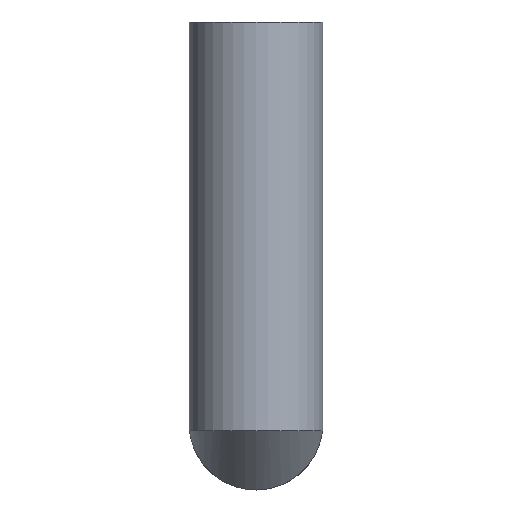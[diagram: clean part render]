
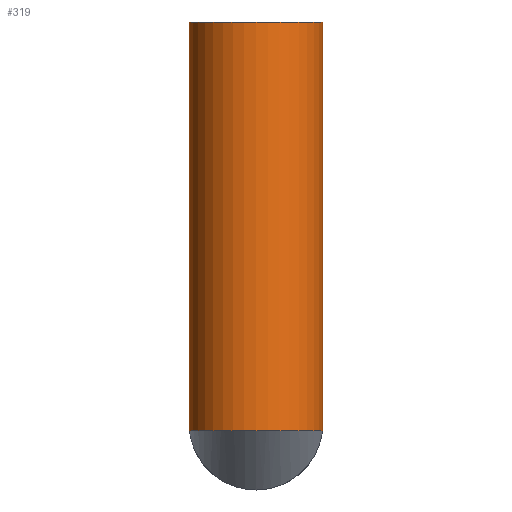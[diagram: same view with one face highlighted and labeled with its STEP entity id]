
A CAD part, front view. The second image highlights one B-rep face of the part: STEP entity #319.
In plain terms, the highlighted cylindrical face has radius 99.949 mm (diameter 199.898 mm), a partial arc.
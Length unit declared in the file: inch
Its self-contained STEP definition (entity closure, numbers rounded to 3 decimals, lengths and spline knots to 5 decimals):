
#3 = VERTEX_POINT ( 'NONE', #911 ) ;
#27 = VECTOR ( 'NONE', #416, 39.37008 ) ;
#38 = CARTESIAN_POINT ( 'NONE',  ( 0., 0., -16. ) ) ;
#63 = EDGE_CURVE ( 'NONE', #802, #836, #529, .T. ) ;
#81 = CARTESIAN_POINT ( 'NONE',  ( 3.935, 0., -16. ) ) ;
#169 = CARTESIAN_POINT ( 'NONE',  ( -3.935, 0., -16. ) ) ;
#297 = DIRECTION ( 'NONE',  ( 1., 0., 0. ) ) ;
#319 = ADVANCED_FACE ( 'NONE', ( #406 ), #1114, .T. ) ;
#324 = AXIS2_PLACEMENT_3D ( 'NONE', #1036, #1089, #1125 ) ;
#349 = ORIENTED_EDGE ( 'NONE', *, *, #1148, .F. ) ;
#373 = EDGE_CURVE ( 'NONE', #802, #710, #1149, .T. ) ;
#382 = DIRECTION ( 'NONE',  ( 0., 0., -1. ) ) ;
#387 = DIRECTION ( 'NONE',  ( 0., 0., 1. ) ) ;
#391 = DIRECTION ( 'NONE',  ( 0., 0., 1. ) ) ;
#392 = DIRECTION ( 'NONE',  ( 0., 0., 1. ) ) ;
#406 = FACE_OUTER_BOUND ( 'NONE', #789, .T. ) ;
#416 = DIRECTION ( 'NONE',  ( 0., 0., 1. ) ) ;
#418 = EDGE_CURVE ( 'NONE', #710, #3, #597, .T. ) ;
#464 = CIRCLE ( 'NONE', #684, 3.935 ) ;
#481 = AXIS2_PLACEMENT_3D ( 'NONE', #38, #846, #297 ) ;
#482 = CARTESIAN_POINT ( 'NONE',  ( 3.935, 0., -16. ) ) ;
#524 = ORIENTED_EDGE ( 'NONE', *, *, #63, .F. ) ;
#529 = CIRCLE ( 'NONE', #324, 3.935 ) ;
#557 = ORIENTED_EDGE ( 'NONE', *, *, #1062, .T. ) ;
#584 = VERTEX_POINT ( 'NONE', #869 ) ;
#597 = LINE ( 'NONE', #852, #834 ) ;
#626 = ORIENTED_EDGE ( 'NONE', *, *, #418, .T. ) ;
#629 = EDGE_CURVE ( 'NONE', #731, #584, #724, .T. ) ;
#684 = AXIS2_PLACEMENT_3D ( 'NONE', #933, #382, #1033 ) ;
#699 = CARTESIAN_POINT ( 'NONE',  ( -3.935, 0., 0. ) ) ;
#710 = VERTEX_POINT ( 'NONE', #1077 ) ;
#712 = LINE ( 'NONE', #942, #1146 ) ;
#722 = ORIENTED_EDGE ( 'NONE', *, *, #629, .F. ) ;
#724 = LINE ( 'NONE', #972, #27 ) ;
#726 = ORIENTED_EDGE ( 'NONE', *, *, #373, .T. ) ;
#731 = VERTEX_POINT ( 'NONE', #699 ) ;
#789 = EDGE_LOOP ( 'NONE', ( #349, #524, #726, #626, #557, #722 ) ) ;
#802 = VERTEX_POINT ( 'NONE', #81 ) ;
#834 = VECTOR ( 'NONE', #392, 39.37008 ) ;
#836 = VERTEX_POINT ( 'NONE', #169 ) ;
#846 = DIRECTION ( 'NONE',  ( 0., 0., 1. ) ) ;
#852 = CARTESIAN_POINT ( 'NONE',  ( 3.935, 0., -16. ) ) ;
#866 = VECTOR ( 'NONE', #387, 39.37008 ) ;
#869 = CARTESIAN_POINT ( 'NONE',  ( -3.935, 0., 8. ) ) ;
#911 = CARTESIAN_POINT ( 'NONE',  ( 3.935, 0., 8. ) ) ;
#933 = CARTESIAN_POINT ( 'NONE',  ( 0., 0., 8. ) ) ;
#942 = CARTESIAN_POINT ( 'NONE',  ( -3.935, 0., -16. ) ) ;
#972 = CARTESIAN_POINT ( 'NONE',  ( -3.935, 0., -16. ) ) ;
#1033 = DIRECTION ( 'NONE',  ( -1., 0., 0. ) ) ;
#1036 = CARTESIAN_POINT ( 'NONE',  ( 0., 0., -16. ) ) ;
#1062 = EDGE_CURVE ( 'NONE', #3, #584, #464, .T. ) ;
#1077 = CARTESIAN_POINT ( 'NONE',  ( 3.935, 0., 0. ) ) ;
#1089 = DIRECTION ( 'NONE',  ( 0., 0., -1. ) ) ;
#1114 = CYLINDRICAL_SURFACE ( 'NONE', #481, 3.935 ) ;
#1125 = DIRECTION ( 'NONE',  ( -1., 0., 0. ) ) ;
#1146 = VECTOR ( 'NONE', #391, 39.37008 ) ;
#1148 = EDGE_CURVE ( 'NONE', #836, #731, #712, .T. ) ;
#1149 = LINE ( 'NONE', #482, #866 ) ;
